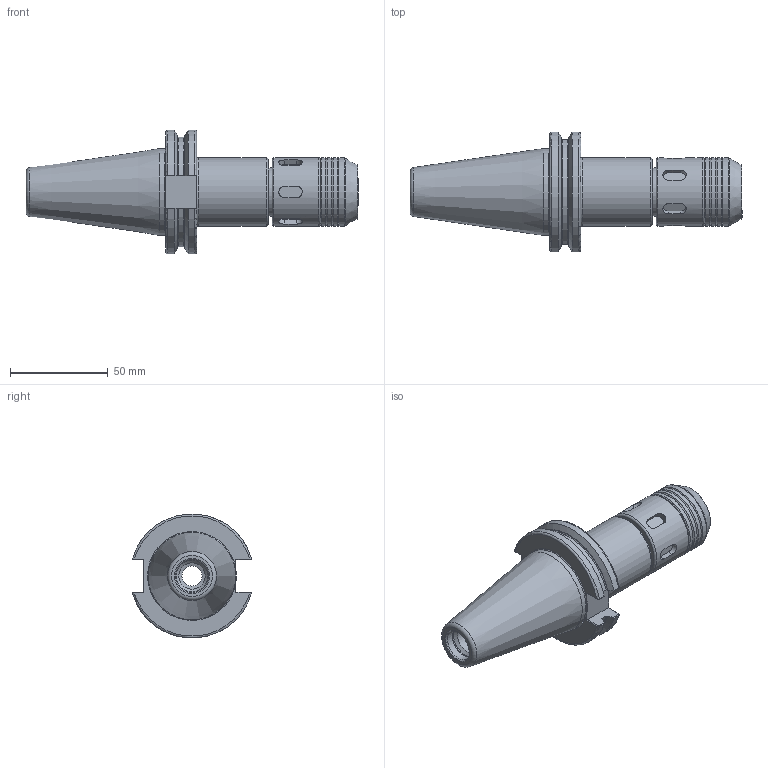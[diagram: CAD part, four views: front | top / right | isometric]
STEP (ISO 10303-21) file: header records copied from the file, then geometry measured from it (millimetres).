
FILE_DESCRIPTION(/* description */ (''),/* implementation_level */ '2;1');
FILE_NAME(/* name */ 'CAT40-BC050-0400.stp',/* time_stamp */ '2019-07-11T09:01:39-05:00',/* author */ ('ldfli'),/* organization */ ('Pioneer N.A.'),/* preprocessor_version */ 'ST-DEVELOPER v18',/* originating_system */ 'Autodesk Inventor LT',/* authorisation */ '');
FILE_SCHEMA (('AUTOMOTIVE_DESIGN { 1 0 10303 214 3 1 1 }'));
Length unit declared in the file: millimetre
Products named in the file (1): CAT40-BC050-0400
Bounding box: 169.85 x 61.14 x 63.31 mm (x, y, z)
Volume: 165134.3 mm3; surface area: 42587.6 mm2
Topology: 4 solids, 4 shells, 222 faces, 658 edges, 460 vertices
Faces by surface type: plane 80, cylinder 51, torus 39, cone 31, bspline 21
Full cylindrical faces by diameter (mm): 3.242 x1, 4 x1, 10 x1, 10.25 x1, 12.7 x1, 13.492 x1, 13.5 x1, 16.28 x1, 16.68 x1, 22.92 x1, 23.5 x1, 24.9 x1, 25 x1, 25.42 x1, 26.1 x2, 26.3 x2, 29.5 x1, 32.7 x1, 34.9 x6, 44.45 x1
Entity records: 9051 total; most frequent: CARTESIAN_POINT 2953, ORIENTED_EDGE 1316, DIRECTION 1287, EDGE_CURVE 658, AXIS2_PLACEMENT_3D 537, VERTEX_POINT 460, CIRCLE 335, EDGE_LOOP 246
